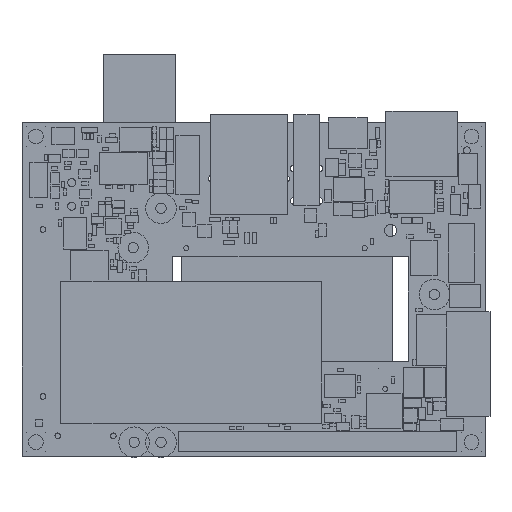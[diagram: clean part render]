
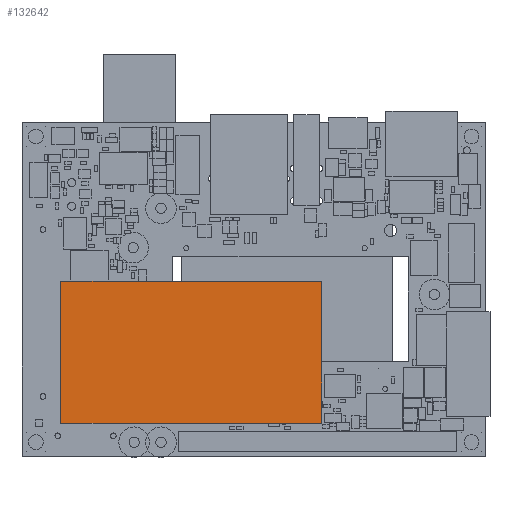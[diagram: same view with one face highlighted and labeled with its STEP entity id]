
A CAD part, top view. The second image highlights one B-rep face of the part: STEP entity #132642.
In plain terms, the highlighted planar face has unit normal (0, 0, 1).
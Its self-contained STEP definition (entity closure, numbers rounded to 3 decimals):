
#132328 = VERTEX_POINT('',#132329);
#132329 = CARTESIAN_POINT('',(8.4,37.7,5.));
#132336 = PLANE('',#132337);
#132337 = AXIS2_PLACEMENT_3D('',#132338,#132339,#132340);
#132338 = CARTESIAN_POINT('',(8.4,37.7,0.));
#132339 = DIRECTION('',(1.,0.,0.));
#132340 = DIRECTION('',(0.,-1.,0.));
#132348 = PLANE('',#132349);
#132349 = AXIS2_PLACEMENT_3D('',#132350,#132351,#132352);
#132350 = CARTESIAN_POINT('',(64.65,37.7,0.));
#132351 = DIRECTION('',(0.,-1.,0.));
#132352 = DIRECTION('',(-1.,0.,0.));
#132360 = EDGE_CURVE('',#132328,#132361,#132363,.T.);
#132361 = VERTEX_POINT('',#132362);
#132362 = CARTESIAN_POINT('',(8.4,7.1,5.));
#132363 = SURFACE_CURVE('',#132364,(#132368,#132375),.PCURVE_S1.);
#132364 = LINE('',#132365,#132366);
#132365 = CARTESIAN_POINT('',(8.4,37.7,5.));
#132366 = VECTOR('',#132367,1.);
#132367 = DIRECTION('',(0.,-1.,0.));
#132368 = PCURVE('',#132336,#132369);
#132369 = DEFINITIONAL_REPRESENTATION('',(#132370),#132374);
#132370 = LINE('',#132371,#132372);
#132371 = CARTESIAN_POINT('',(0.,-5.));
#132372 = VECTOR('',#132373,1.);
#132373 = DIRECTION('',(1.,0.));
#132374 = ( GEOMETRIC_REPRESENTATION_CONTEXT(2) 
PARAMETRIC_REPRESENTATION_CONTEXT() REPRESENTATION_CONTEXT('2D SPACE',''
  ) );
#132375 = PCURVE('',#132376,#132381);
#132376 = PLANE('',#132377);
#132377 = AXIS2_PLACEMENT_3D('',#132378,#132379,#132380);
#132378 = CARTESIAN_POINT('',(8.4,37.7,5.));
#132379 = DIRECTION('',(0.,0.,-1.));
#132380 = DIRECTION('',(0.,1.,0.));
#132381 = DEFINITIONAL_REPRESENTATION('',(#132382),#132386);
#132382 = LINE('',#132383,#132384);
#132383 = CARTESIAN_POINT('',(0.,0.));
#132384 = VECTOR('',#132385,1.);
#132385 = DIRECTION('',(-1.,0.));
#132386 = ( GEOMETRIC_REPRESENTATION_CONTEXT(2) 
PARAMETRIC_REPRESENTATION_CONTEXT() REPRESENTATION_CONTEXT('2D SPACE',''
  ) );
#132404 = PLANE('',#132405);
#132405 = AXIS2_PLACEMENT_3D('',#132406,#132407,#132408);
#132406 = CARTESIAN_POINT('',(8.4,7.1,0.));
#132407 = DIRECTION('',(0.,1.,0.));
#132408 = DIRECTION('',(1.,0.,0.));
#132448 = VERTEX_POINT('',#132449);
#132449 = CARTESIAN_POINT('',(64.65,37.7,5.));
#132463 = PLANE('',#132464);
#132464 = AXIS2_PLACEMENT_3D('',#132465,#132466,#132467);
#132465 = CARTESIAN_POINT('',(64.65,7.1,0.));
#132466 = DIRECTION('',(-1.,0.,0.));
#132467 = DIRECTION('',(0.,1.,0.));
#132475 = EDGE_CURVE('',#132448,#132328,#132476,.T.);
#132476 = SURFACE_CURVE('',#132477,(#132481,#132488),.PCURVE_S1.);
#132477 = LINE('',#132478,#132479);
#132478 = CARTESIAN_POINT('',(64.65,37.7,5.));
#132479 = VECTOR('',#132480,1.);
#132480 = DIRECTION('',(-1.,0.,0.));
#132481 = PCURVE('',#132348,#132482);
#132482 = DEFINITIONAL_REPRESENTATION('',(#132483),#132487);
#132483 = LINE('',#132484,#132485);
#132484 = CARTESIAN_POINT('',(0.,-5.));
#132485 = VECTOR('',#132486,1.);
#132486 = DIRECTION('',(1.,0.));
#132487 = ( GEOMETRIC_REPRESENTATION_CONTEXT(2) 
PARAMETRIC_REPRESENTATION_CONTEXT() REPRESENTATION_CONTEXT('2D SPACE',''
  ) );
#132488 = PCURVE('',#132376,#132489);
#132489 = DEFINITIONAL_REPRESENTATION('',(#132490),#132494);
#132490 = LINE('',#132491,#132492);
#132491 = CARTESIAN_POINT('',(0.,56.25));
#132492 = VECTOR('',#132493,1.);
#132493 = DIRECTION('',(0.,-1.));
#132494 = ( GEOMETRIC_REPRESENTATION_CONTEXT(2) 
PARAMETRIC_REPRESENTATION_CONTEXT() REPRESENTATION_CONTEXT('2D SPACE',''
  ) );
#132522 = EDGE_CURVE('',#132361,#132523,#132525,.T.);
#132523 = VERTEX_POINT('',#132524);
#132524 = CARTESIAN_POINT('',(64.65,7.1,5.));
#132525 = SURFACE_CURVE('',#132526,(#132530,#132537),.PCURVE_S1.);
#132526 = LINE('',#132527,#132528);
#132527 = CARTESIAN_POINT('',(8.4,7.1,5.));
#132528 = VECTOR('',#132529,1.);
#132529 = DIRECTION('',(1.,0.,0.));
#132530 = PCURVE('',#132404,#132531);
#132531 = DEFINITIONAL_REPRESENTATION('',(#132532),#132536);
#132532 = LINE('',#132533,#132534);
#132533 = CARTESIAN_POINT('',(0.,-5.));
#132534 = VECTOR('',#132535,1.);
#132535 = DIRECTION('',(1.,0.));
#132536 = ( GEOMETRIC_REPRESENTATION_CONTEXT(2) 
PARAMETRIC_REPRESENTATION_CONTEXT() REPRESENTATION_CONTEXT('2D SPACE',''
  ) );
#132537 = PCURVE('',#132376,#132538);
#132538 = DEFINITIONAL_REPRESENTATION('',(#132539),#132543);
#132539 = LINE('',#132540,#132541);
#132540 = CARTESIAN_POINT('',(-30.6,0.));
#132541 = VECTOR('',#132542,1.);
#132542 = DIRECTION('',(0.,1.));
#132543 = ( GEOMETRIC_REPRESENTATION_CONTEXT(2) 
PARAMETRIC_REPRESENTATION_CONTEXT() REPRESENTATION_CONTEXT('2D SPACE',''
  ) );
#132593 = EDGE_CURVE('',#132523,#132448,#132594,.T.);
#132594 = SURFACE_CURVE('',#132595,(#132599,#132606),.PCURVE_S1.);
#132595 = LINE('',#132596,#132597);
#132596 = CARTESIAN_POINT('',(64.65,7.1,5.));
#132597 = VECTOR('',#132598,1.);
#132598 = DIRECTION('',(0.,1.,0.));
#132599 = PCURVE('',#132463,#132600);
#132600 = DEFINITIONAL_REPRESENTATION('',(#132601),#132605);
#132601 = LINE('',#132602,#132603);
#132602 = CARTESIAN_POINT('',(0.,-5.));
#132603 = VECTOR('',#132604,1.);
#132604 = DIRECTION('',(1.,0.));
#132605 = ( GEOMETRIC_REPRESENTATION_CONTEXT(2) 
PARAMETRIC_REPRESENTATION_CONTEXT() REPRESENTATION_CONTEXT('2D SPACE',''
  ) );
#132606 = PCURVE('',#132376,#132607);
#132607 = DEFINITIONAL_REPRESENTATION('',(#132608),#132612);
#132608 = LINE('',#132609,#132610);
#132609 = CARTESIAN_POINT('',(-30.6,56.25));
#132610 = VECTOR('',#132611,1.);
#132611 = DIRECTION('',(1.,0.));
#132612 = ( GEOMETRIC_REPRESENTATION_CONTEXT(2) 
PARAMETRIC_REPRESENTATION_CONTEXT() REPRESENTATION_CONTEXT('2D SPACE',''
  ) );
#132642 = ADVANCED_FACE('',(#132643),#132376,.F.);
#132643 = FACE_BOUND('',#132644,.F.);
#132644 = EDGE_LOOP('',(#132645,#132646,#132647,#132648));
#132645 = ORIENTED_EDGE('',*,*,#132360,.F.);
#132646 = ORIENTED_EDGE('',*,*,#132475,.F.);
#132647 = ORIENTED_EDGE('',*,*,#132593,.F.);
#132648 = ORIENTED_EDGE('',*,*,#132522,.F.);
